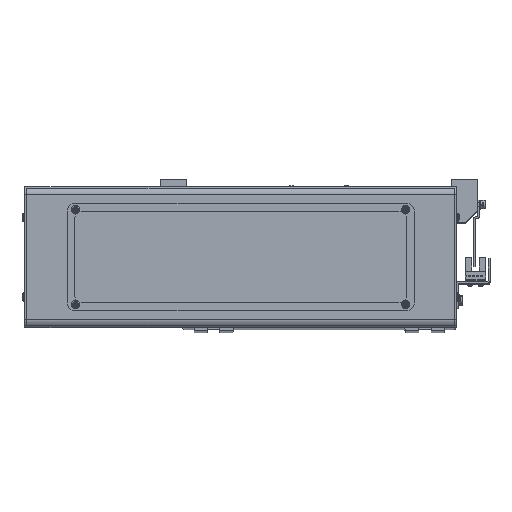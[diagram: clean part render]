
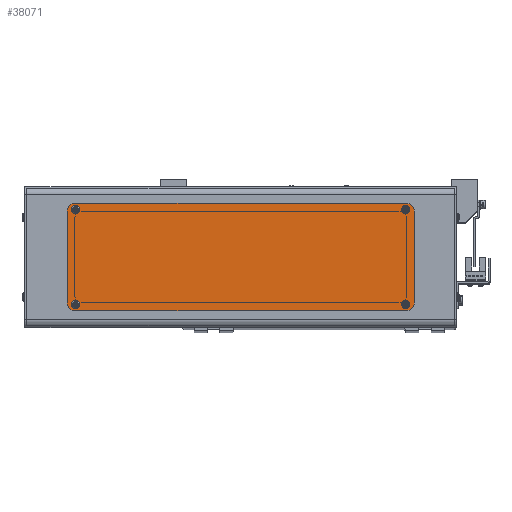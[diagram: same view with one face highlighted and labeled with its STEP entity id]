
A CAD part, top view. The second image highlights one B-rep face of the part: STEP entity #38071.
In plain terms, the highlighted planar face has unit normal (0, 0, 1).
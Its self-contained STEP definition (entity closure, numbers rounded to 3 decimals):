
#1576 = CARTESIAN_POINT ( 'NONE',  ( -109.45, -31., 2. ) ) ;
#1637 = CIRCLE ( 'NONE', #12131, 1.7 ) ;
#1927 = DIRECTION ( 'NONE',  ( 1., 0., 0. ) ) ;
#3625 = LINE ( 'NONE', #55968, #33436 ) ;
#4054 = EDGE_CURVE ( 'NONE', #29789, #25011, #38840, .T. ) ;
#4104 = CIRCLE ( 'NONE', #58824, 1.7 ) ;
#4143 = AXIS2_PLACEMENT_3D ( 'NONE', #58732, #25379, #64291 ) ;
#4611 = VERTEX_POINT ( 'NONE', #50986 ) ;
#5465 = CARTESIAN_POINT ( 'NONE',  ( 106.05, 31., 2. ) ) ;
#5601 = VERTEX_POINT ( 'NONE', #7734 ) ;
#6000 = AXIS2_PLACEMENT_3D ( 'NONE', #10920, #49923, #16456 ) ;
#6325 = CARTESIAN_POINT ( 'NONE',  ( -107.75, 31., 2. ) ) ;
#6424 = DIRECTION ( 'NONE',  ( 0., 0., 1. ) ) ;
#6817 = ORIENTED_EDGE ( 'NONE', *, *, #11855, .T. ) ;
#7671 = DIRECTION ( 'NONE',  ( 0., 0., 1. ) ) ;
#7734 = CARTESIAN_POINT ( 'NONE',  ( -113.25, -30., 2. ) ) ;
#8371 = CARTESIAN_POINT ( 'NONE',  ( 107.75, 31., 2. ) ) ;
#9729 = AXIS2_PLACEMENT_3D ( 'NONE', #44331, #10935, #49941 ) ;
#10631 = FACE_BOUND ( 'NONE', #21026, .T. ) ;
#10920 = CARTESIAN_POINT ( 'NONE',  ( 108.25, 30., 2. ) ) ;
#10935 = DIRECTION ( 'NONE',  ( 0., 0., 1. ) ) ;
#11855 = EDGE_CURVE ( 'NONE', #25011, #39004, #32718, .T. ) ;
#11869 = CARTESIAN_POINT ( 'NONE',  ( -108.25, 35., 2. ) ) ;
#12014 = DIRECTION ( 'NONE',  ( 1., 0., 0. ) ) ;
#12131 = AXIS2_PLACEMENT_3D ( 'NONE', #6325, #45390, #12014 ) ;
#12438 = DIRECTION ( 'NONE',  ( 1., 0., 0. ) ) ;
#12562 = ORIENTED_EDGE ( 'NONE', *, *, #14355, .F. ) ;
#12580 = CARTESIAN_POINT ( 'NONE',  ( 108.25, -30., 2. ) ) ;
#13142 = CIRCLE ( 'NONE', #9729, 1.7 ) ;
#13210 = DIRECTION ( 'NONE',  ( 0., 0., 1. ) ) ;
#13392 = EDGE_CURVE ( 'NONE', #39004, #26509, #20201, .T. ) ;
#13429 = VERTEX_POINT ( 'NONE', #5465 ) ;
#13630 = VERTEX_POINT ( 'NONE', #40867 ) ;
#13978 = DIRECTION ( 'NONE',  ( 1., 0., 0. ) ) ;
#14210 = ORIENTED_EDGE ( 'NONE', *, *, #19798, .F. ) ;
#14308 = LINE ( 'NONE', #70629, #57062 ) ;
#14355 = EDGE_CURVE ( 'NONE', #54220, #13429, #36709, .T. ) ;
#14872 = EDGE_LOOP ( 'NONE', ( #70021, #47436 ) ) ;
#16456 = DIRECTION ( 'NONE',  ( 1., 0., 0. ) ) ;
#16680 = VERTEX_POINT ( 'NONE', #43728 ) ;
#17388 = DIRECTION ( 'NONE',  ( -1., 0., 0. ) ) ;
#17443 = DIRECTION ( 'NONE',  ( 1., 0., 0. ) ) ;
#19798 = EDGE_CURVE ( 'NONE', #50208, #56364, #24966, .T. ) ;
#20201 = CIRCLE ( 'NONE', #6000, 5. ) ;
#20286 = CARTESIAN_POINT ( 'NONE',  ( 109.45, 31., 2. ) ) ;
#20360 = ORIENTED_EDGE ( 'NONE', *, *, #36622, .T. ) ;
#21026 = EDGE_LOOP ( 'NONE', ( #14210, #28057 ) ) ;
#22583 = DIRECTION ( 'NONE',  ( 0., -1., 0. ) ) ;
#23814 = ORIENTED_EDGE ( 'NONE', *, *, #47297, .T. ) ;
#23989 = CIRCLE ( 'NONE', #41821, 5. ) ;
#24625 = ORIENTED_EDGE ( 'NONE', *, *, #72182, .T. ) ;
#24966 = CIRCLE ( 'NONE', #62346, 1.7 ) ;
#25011 = VERTEX_POINT ( 'NONE', #28812 ) ;
#25379 = DIRECTION ( 'NONE',  ( 0., 0., 1. ) ) ;
#25448 = FACE_BOUND ( 'NONE', #14872, .T. ) ;
#25625 = LINE ( 'NONE', #11869, #40489 ) ;
#26013 = CARTESIAN_POINT ( 'NONE',  ( 107.75, -31., 2. ) ) ;
#26509 = VERTEX_POINT ( 'NONE', #36675 ) ;
#26853 = EDGE_CURVE ( 'NONE', #13630, #16680, #1637, .T. ) ;
#26931 = ORIENTED_EDGE ( 'NONE', *, *, #13392, .T. ) ;
#27176 = CARTESIAN_POINT ( 'NONE',  ( -106.05, -31., 2. ) ) ;
#28057 = ORIENTED_EDGE ( 'NONE', *, *, #30922, .F. ) ;
#28174 = AXIS2_PLACEMENT_3D ( 'NONE', #41107, #7671, #46705 ) ;
#28737 = EDGE_LOOP ( 'NONE', ( #70701, #70272, #24625, #20360, #40244, #6817, #26931, #23814 ) ) ;
#28812 = CARTESIAN_POINT ( 'NONE',  ( 113.25, -30., 2. ) ) ;
#29789 = VERTEX_POINT ( 'NONE', #71556 ) ;
#30074 = AXIS2_PLACEMENT_3D ( 'NONE', #26013, #64924, #31620 ) ;
#30571 = EDGE_LOOP ( 'NONE', ( #42169, #12562 ) ) ;
#30752 = EDGE_CURVE ( 'NONE', #43076, #55475, #46992, .T. ) ;
#30888 = CARTESIAN_POINT ( 'NONE',  ( -107.75, -31., 2. ) ) ;
#30922 = EDGE_CURVE ( 'NONE', #56364, #50208, #38303, .T. ) ;
#31620 = DIRECTION ( 'NONE',  ( 1., 0., 0. ) ) ;
#32718 = LINE ( 'NONE', #49937, #45804 ) ;
#32852 = CARTESIAN_POINT ( 'NONE',  ( -107.75, -31., 2. ) ) ;
#33436 = VECTOR ( 'NONE', #22583, 1000. ) ;
#34573 = CARTESIAN_POINT ( 'NONE',  ( 113.25, 30., 2. ) ) ;
#35467 = DIRECTION ( 'NONE',  ( 0., 0., 1. ) ) ;
#36158 = EDGE_CURVE ( 'NONE', #55475, #43076, #13142, .T. ) ;
#36530 = DIRECTION ( 'NONE',  ( 1., 0., 0. ) ) ;
#36622 = EDGE_CURVE ( 'NONE', #4611, #29789, #14308, .T. ) ;
#36675 = CARTESIAN_POINT ( 'NONE',  ( 108.25, 35., 2. ) ) ;
#36709 = CIRCLE ( 'NONE', #4143, 1.7 ) ;
#37415 = AXIS2_PLACEMENT_3D ( 'NONE', #39735, #50923, #17443 ) ;
#38071 = ADVANCED_FACE ( 'NONE', ( #25448, #58562, #69763, #40313, #10631 ), #67375, .T. ) ;
#38303 = CIRCLE ( 'NONE', #70981, 1.7 ) ;
#38485 = DIRECTION ( 'NONE',  ( 1., 0., 0. ) ) ;
#38840 = CIRCLE ( 'NONE', #47578, 5. ) ;
#39004 = VERTEX_POINT ( 'NONE', #34573 ) ;
#39386 = ORIENTED_EDGE ( 'NONE', *, *, #58462, .F. ) ;
#39735 = CARTESIAN_POINT ( 'NONE',  ( -108.25, 30., 2. ) ) ;
#39918 = CARTESIAN_POINT ( 'NONE',  ( -107.75, 31., 2. ) ) ;
#40244 = ORIENTED_EDGE ( 'NONE', *, *, #4054, .T. ) ;
#40313 = FACE_BOUND ( 'NONE', #30571, .T. ) ;
#40489 = VECTOR ( 'NONE', #17388, 1000. ) ;
#40867 = CARTESIAN_POINT ( 'NONE',  ( -109.45, 31., 2. ) ) ;
#40978 = EDGE_CURVE ( 'NONE', #13429, #54220, #4104, .T. ) ;
#41107 = CARTESIAN_POINT ( 'NONE',  ( -108.25, 30., 2. ) ) ;
#41821 = AXIS2_PLACEMENT_3D ( 'NONE', #68696, #35467, #1927 ) ;
#42169 = ORIENTED_EDGE ( 'NONE', *, *, #40978, .F. ) ;
#43076 = VERTEX_POINT ( 'NONE', #59147 ) ;
#43728 = CARTESIAN_POINT ( 'NONE',  ( -106.05, 31., 2. ) ) ;
#44331 = CARTESIAN_POINT ( 'NONE',  ( 107.75, -31., 2. ) ) ;
#44975 = CARTESIAN_POINT ( 'NONE',  ( -113.25, 30., 2. ) ) ;
#45390 = DIRECTION ( 'NONE',  ( 0., 0., 1. ) ) ;
#45501 = DIRECTION ( 'NONE',  ( 1., 0., 0. ) ) ;
#45804 = VECTOR ( 'NONE', #51878, 1000. ) ;
#46146 = CIRCLE ( 'NONE', #28174, 5. ) ;
#46705 = DIRECTION ( 'NONE',  ( 1., 0., 0. ) ) ;
#46992 = CIRCLE ( 'NONE', #30074, 1.7 ) ;
#47053 = CARTESIAN_POINT ( 'NONE',  ( 109.45, -31., 2. ) ) ;
#47297 = EDGE_CURVE ( 'NONE', #26509, #56936, #25625, .T. ) ;
#47393 = DIRECTION ( 'NONE',  ( 0., 0., 1. ) ) ;
#47436 = ORIENTED_EDGE ( 'NONE', *, *, #36158, .F. ) ;
#47578 = AXIS2_PLACEMENT_3D ( 'NONE', #12580, #13210, #12438 ) ;
#48617 = DIRECTION ( 'NONE',  ( 1., 0., 0. ) ) ;
#49923 = DIRECTION ( 'NONE',  ( 0., 0., 1. ) ) ;
#49937 = CARTESIAN_POINT ( 'NONE',  ( 113.25, 30., 2. ) ) ;
#49941 = DIRECTION ( 'NONE',  ( 1., 0., 0. ) ) ;
#50208 = VERTEX_POINT ( 'NONE', #1576 ) ;
#50678 = EDGE_LOOP ( 'NONE', ( #59468, #39386 ) ) ;
#50733 = EDGE_CURVE ( 'NONE', #67471, #5601, #3625, .T. ) ;
#50923 = DIRECTION ( 'NONE',  ( 0., 0., 1. ) ) ;
#50986 = CARTESIAN_POINT ( 'NONE',  ( -108.25, -35., 2. ) ) ;
#51878 = DIRECTION ( 'NONE',  ( 0., 1., 0. ) ) ;
#54220 = VERTEX_POINT ( 'NONE', #20286 ) ;
#55475 = VERTEX_POINT ( 'NONE', #47053 ) ;
#55968 = CARTESIAN_POINT ( 'NONE',  ( -113.25, -30., 2. ) ) ;
#56364 = VERTEX_POINT ( 'NONE', #27176 ) ;
#56936 = VERTEX_POINT ( 'NONE', #71062 ) ;
#57062 = VECTOR ( 'NONE', #48617, 1000. ) ;
#57152 = CIRCLE ( 'NONE', #61456, 1.7 ) ;
#58462 = EDGE_CURVE ( 'NONE', #16680, #13630, #57152, .T. ) ;
#58562 = FACE_BOUND ( 'NONE', #50678, .T. ) ;
#58732 = CARTESIAN_POINT ( 'NONE',  ( 107.75, 31., 2. ) ) ;
#58824 = AXIS2_PLACEMENT_3D ( 'NONE', #8371, #47393, #13978 ) ;
#59147 = CARTESIAN_POINT ( 'NONE',  ( 106.05, -31., 2. ) ) ;
#59468 = ORIENTED_EDGE ( 'NONE', *, *, #26853, .F. ) ;
#61456 = AXIS2_PLACEMENT_3D ( 'NONE', #39918, #6424, #45501 ) ;
#62346 = AXIS2_PLACEMENT_3D ( 'NONE', #30888, #69713, #36530 ) ;
#64291 = DIRECTION ( 'NONE',  ( 1., 0., 0. ) ) ;
#64924 = DIRECTION ( 'NONE',  ( 0., 0., 1. ) ) ;
#67375 = PLANE ( 'NONE',  #37415 ) ;
#67471 = VERTEX_POINT ( 'NONE', #44975 ) ;
#68696 = CARTESIAN_POINT ( 'NONE',  ( -108.25, -30., 2. ) ) ;
#69713 = DIRECTION ( 'NONE',  ( 0., 0., 1. ) ) ;
#69763 = FACE_OUTER_BOUND ( 'NONE', #28737, .T. ) ;
#69782 = EDGE_CURVE ( 'NONE', #56936, #67471, #46146, .T. ) ;
#70021 = ORIENTED_EDGE ( 'NONE', *, *, #30752, .F. ) ;
#70272 = ORIENTED_EDGE ( 'NONE', *, *, #50733, .T. ) ;
#70629 = CARTESIAN_POINT ( 'NONE',  ( 108.25, -35., 2. ) ) ;
#70701 = ORIENTED_EDGE ( 'NONE', *, *, #69782, .T. ) ;
#70981 = AXIS2_PLACEMENT_3D ( 'NONE', #32852, #71652, #38485 ) ;
#71062 = CARTESIAN_POINT ( 'NONE',  ( -108.25, 35., 2. ) ) ;
#71556 = CARTESIAN_POINT ( 'NONE',  ( 108.25, -35., 2. ) ) ;
#71652 = DIRECTION ( 'NONE',  ( 0., 0., 1. ) ) ;
#72182 = EDGE_CURVE ( 'NONE', #5601, #4611, #23989, .T. ) ;
